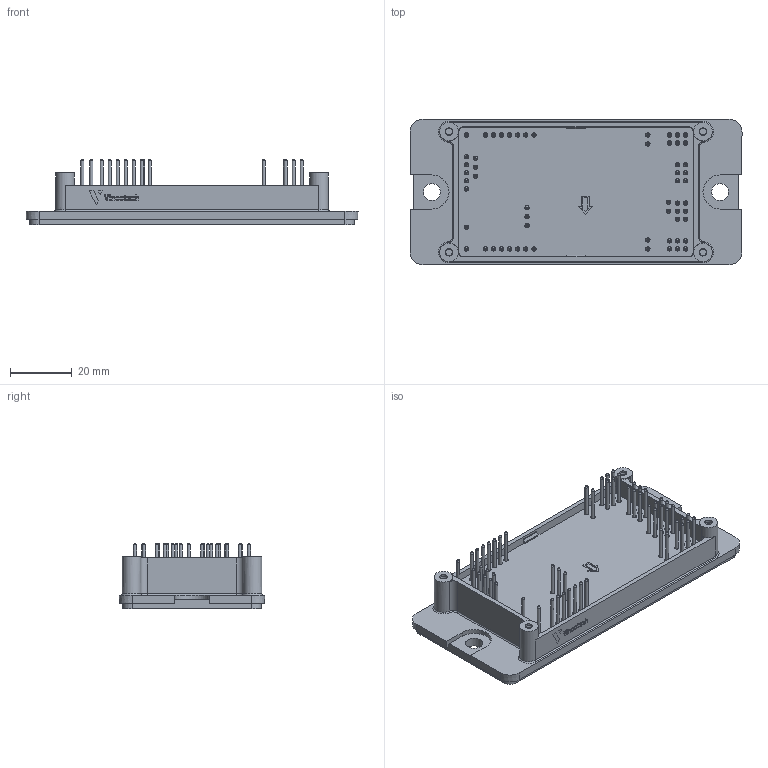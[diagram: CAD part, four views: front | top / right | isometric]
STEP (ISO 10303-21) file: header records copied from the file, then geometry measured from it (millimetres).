
FILE_DESCRIPTION(/* description */ ('Unknown'),/* implementation_level */ '2;1');
FILE_NAME(/* name */ 'Flow2-4T17W-M230(540)-01-OL',/* time_stamp */ '2016-11-22T15:13:21+01:00',/* author */ ('Unknown'),/* organization */ ('Unknown'),/* preprocessor_version */ 'ST-DEVELOPER v16',/* originating_system */ 'DEX',/* authorisation */ $);
FILE_SCHEMA (('AUTOMOTIVE_DESIGN {1 0 10303 214 3 1 1}'));
Products named in the file (1): Flow2-4T17W-M230-01-OL
Bounding box: 107.2 x 47 x 21.28 mm (x, y, z)
Volume: 44588.2 mm3; surface area: 20464.1 mm2
Topology: 1 solids, 1 shells, 1482 faces, 3470 edges, 2130 vertices
Faces by surface type: plane 576, cone 366, bspline 308, cylinder 222, torus 10
Full cylindrical faces by diameter (mm): 1 x58, 1.4 x58, 2.1 x4, 2.4 x62, 2.95 x2, 3 x4, 5.5 x2, 6 x4
Entity records: 86850 total; most frequent: CARTESIAN_POINT 47715, ORIENTED_EDGE 5928, DIRECTION 5074, EDGE_CURVE 2964, AXIS2_PLACEMENT_3D 2023, EDGE_LOOP 1948, FACE_BOUND 1948, VERTEX_POINT 1942
